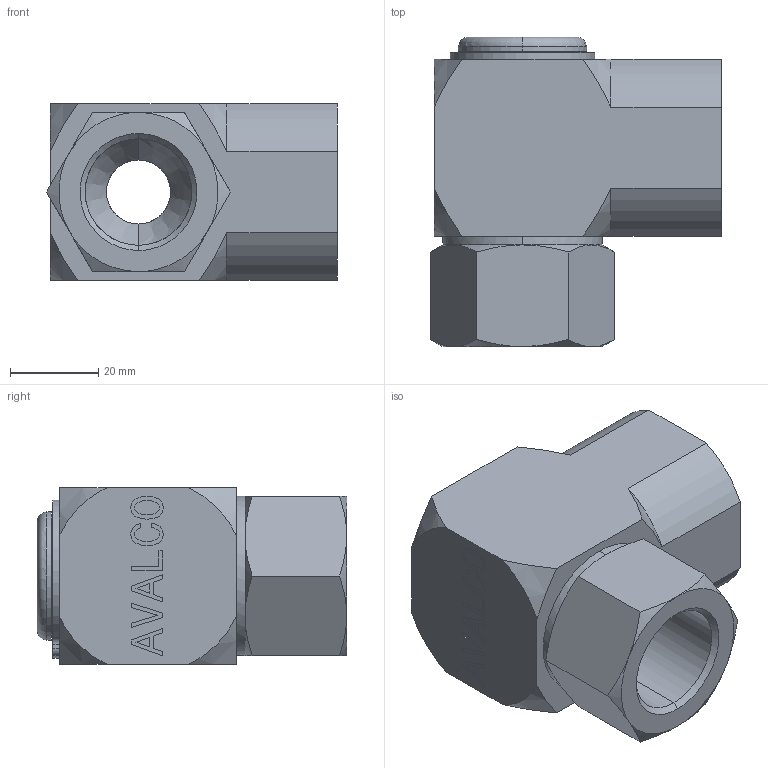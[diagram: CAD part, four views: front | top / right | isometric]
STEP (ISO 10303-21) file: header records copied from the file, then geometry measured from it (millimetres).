
FILE_DESCRIPTION(( 'DS31-1Fx34-1Fx34.stp' ), '1');
FILE_NAME( 'DS31-1Fx34-1Fx34.stp', '2019-06-19T14:05:46',( 'Sopra'),('sopra-pneumatic.com'), 'SwSTEP 2.0','SolidWorks 2009','' );
FILE_SCHEMA(('CONFIG_CONTROL_DESIGN'));
Length unit declared in the file: millimetre
Products named in the file (1): DS31-1Fx34-1Fx34
Bounding box: 65.78 x 70 x 40 mm (x, y, z)
Volume: 93453.2 mm3; surface area: 30347.1 mm2
Topology: 3 solids, 3 shells, 213 faces, 569 edges, 369 vertices
Faces by surface type: plane 137, cylinder 46, cone 28, torus 2
Entity records: 7505 total; most frequent: CARTESIAN_POINT 2522, ORIENTED_EDGE 1138, DIRECTION 833, EDGE_CURVE 569, VECTOR 399, LINE 399, VERTEX_POINT 369, AXIS2_PLACEMENT_3D 239
